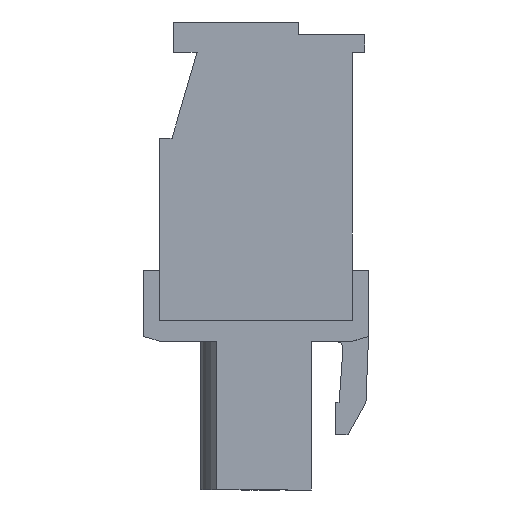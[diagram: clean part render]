
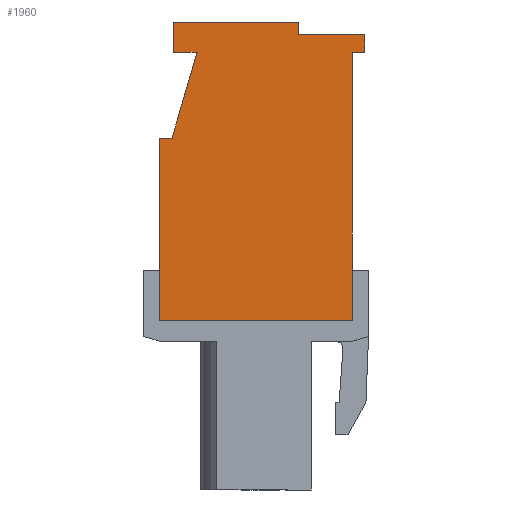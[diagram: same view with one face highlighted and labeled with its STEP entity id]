
A CAD part, left-side view. The second image highlights one B-rep face of the part: STEP entity #1960.
In plain terms, the highlighted planar face has unit normal (-1, 0, 0).
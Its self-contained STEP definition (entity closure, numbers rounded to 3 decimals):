
#1960 = ADVANCED_FACE( '', ( #4039 ), #4040, .T. );
#4039 = FACE_OUTER_BOUND( '', #6259, .T. );
#4040 = PLANE( '', #6260 );
#6259 = EDGE_LOOP( '', ( #11691, #11692, #11693, #11694, #11695, #11696, #11697, #11698, #11699, #11700, #11701, #11702 ) );
#6260 = AXIS2_PLACEMENT_3D( '', #11703, #11704, #11705 );
#11691 = ORIENTED_EDGE( '', *, *, #13580, .T. );
#11692 = ORIENTED_EDGE( '', *, *, #14128, .F. );
#11693 = ORIENTED_EDGE( '', *, *, #15425, .T. );
#11694 = ORIENTED_EDGE( '', *, *, #14224, .T. );
#11695 = ORIENTED_EDGE( '', *, *, #15716, .T. );
#11696 = ORIENTED_EDGE( '', *, *, #15559, .T. );
#11697 = ORIENTED_EDGE( '', *, *, #15717, .T. );
#11698 = ORIENTED_EDGE( '', *, *, #15480, .T. );
#11699 = ORIENTED_EDGE( '', *, *, #15718, .T. );
#11700 = ORIENTED_EDGE( '', *, *, #15719, .T. );
#11701 = ORIENTED_EDGE( '', *, *, #15720, .T. );
#11702 = ORIENTED_EDGE( '', *, *, #14417, .T. );
#11703 = CARTESIAN_POINT( '', ( 0., 0., 0. ) );
#11704 = DIRECTION( '', ( -1., 0., 0. ) );
#11705 = DIRECTION( '', ( 0., -1., 0. ) );
#13580 = EDGE_CURVE( '', #16295, #16293, #16296, .T. );
#14128 = EDGE_CURVE( '', #17240, #16293, #17242, .T. );
#14224 = EDGE_CURVE( '', #17395, #17396, #17397, .T. );
#14417 = EDGE_CURVE( '', #17710, #16295, #17711, .T. );
#15425 = EDGE_CURVE( '', #17240, #17395, #19194, .T. );
#15480 = EDGE_CURVE( '', #19263, #19264, #19265, .T. );
#15559 = EDGE_CURVE( '', #19357, #19358, #19359, .T. );
#15716 = EDGE_CURVE( '', #17396, #19357, #19545, .T. );
#15717 = EDGE_CURVE( '', #19358, #19263, #19546, .T. );
#15718 = EDGE_CURVE( '', #19264, #19547, #19548, .T. );
#15719 = EDGE_CURVE( '', #19547, #19549, #19550, .T. );
#15720 = EDGE_CURVE( '', #19549, #17710, #19551, .T. );
#16293 = VERTEX_POINT( '', #20260 );
#16295 = VERTEX_POINT( '', #20263 );
#16296 = LINE( '', #20264, #20265 );
#17240 = VERTEX_POINT( '', #21642 );
#17242 = LINE( '', #21645, #21646 );
#17395 = VERTEX_POINT( '', #21868 );
#17396 = VERTEX_POINT( '', #21869 );
#17397 = LINE( '', #21870, #21871 );
#17710 = VERTEX_POINT( '', #22335 );
#17711 = LINE( '', #22336, #22337 );
#19194 = LINE( '', #24517, #24518 );
#19263 = VERTEX_POINT( '', #24619 );
#19264 = VERTEX_POINT( '', #24620 );
#19265 = LINE( '', #24621, #24622 );
#19357 = VERTEX_POINT( '', #24757 );
#19358 = VERTEX_POINT( '', #24758 );
#19359 = LINE( '', #24759, #24760 );
#19545 = LINE( '', #25038, #25039 );
#19546 = LINE( '', #25040, #25041 );
#19547 = VERTEX_POINT( '', #25042 );
#19548 = LINE( '', #25043, #25044 );
#19549 = VERTEX_POINT( '', #25045 );
#19550 = LINE( '', #25046, #25047 );
#19551 = LINE( '', #25048, #25049 );
#20260 = CARTESIAN_POINT( '', ( 0., 10.8, 0.9 ) );
#20263 = CARTESIAN_POINT( '', ( 0., 10.8, 11.1 ) );
#20264 = CARTESIAN_POINT( '', ( 0., 10.8, 11.1 ) );
#20265 = VECTOR( '', #25632, 1000. );
#21642 = CARTESIAN_POINT( '', ( 0., 0., 0.9 ) );
#21645 = CARTESIAN_POINT( '', ( 0., 0., 0.9 ) );
#21646 = VECTOR( '', #26149, 1000. );
#21868 = CARTESIAN_POINT( '', ( 0., 0., 15.9 ) );
#21869 = CARTESIAN_POINT( '', ( 0., -0.7, 15.9 ) );
#21870 = CARTESIAN_POINT( '', ( 0., 0., 15.9 ) );
#21871 = VECTOR( '', #26237, 1000. );
#22335 = CARTESIAN_POINT( '', ( 0., 10.1, 11.1 ) );
#22336 = CARTESIAN_POINT( '', ( 0., 10.1, 11.1 ) );
#22337 = VECTOR( '', #26404, 1000. );
#24517 = CARTESIAN_POINT( '', ( 0., 0., 0. ) );
#24518 = VECTOR( '', #27333, 1000. );
#24619 = CARTESIAN_POINT( '', ( 0., 3., 17.6 ) );
#24620 = CARTESIAN_POINT( '', ( 0., 10., 17.6 ) );
#24621 = CARTESIAN_POINT( '', ( 0., 3., 17.6 ) );
#24622 = VECTOR( '', #27378, 1000. );
#24757 = CARTESIAN_POINT( '', ( 0., -0.7, 16.9 ) );
#24758 = CARTESIAN_POINT( '', ( 0., 3., 16.9 ) );
#24759 = CARTESIAN_POINT( '', ( 0., -0.7, 16.9 ) );
#24760 = VECTOR( '', #27437, 1000. );
#25038 = CARTESIAN_POINT( '', ( 0., -0.7, 15.9 ) );
#25039 = VECTOR( '', #27548, 1000. );
#25040 = CARTESIAN_POINT( '', ( 0., 3., 16.9 ) );
#25041 = VECTOR( '', #27549, 1000. );
#25042 = CARTESIAN_POINT( '', ( 0., 10., 15.9 ) );
#25043 = CARTESIAN_POINT( '', ( 0., 10., 17.6 ) );
#25044 = VECTOR( '', #27550, 1000. );
#25045 = CARTESIAN_POINT( '', ( 0., 8.7, 15.9 ) );
#25046 = CARTESIAN_POINT( '', ( 0., 10., 15.9 ) );
#25047 = VECTOR( '', #27551, 1000. );
#25048 = CARTESIAN_POINT( '', ( 0., 8.7, 15.9 ) );
#25049 = VECTOR( '', #27552, 1000. );
#25632 = DIRECTION( '', ( 0., 0., -1. ) );
#26149 = DIRECTION( '', ( 0., 1., 0. ) );
#26237 = DIRECTION( '', ( 0., -1., 0. ) );
#26404 = DIRECTION( '', ( 0., 1., 0. ) );
#27333 = DIRECTION( '', ( 0., 0., 1. ) );
#27378 = DIRECTION( '', ( 0., 1., 0. ) );
#27437 = DIRECTION( '', ( 0., 1., 0. ) );
#27548 = DIRECTION( '', ( 0., 0., 1. ) );
#27549 = DIRECTION( '', ( 0., 0., 1. ) );
#27550 = DIRECTION( '', ( 0., 0., -1. ) );
#27551 = DIRECTION( '', ( 0., -1., 0. ) );
#27552 = DIRECTION( '', ( 0., 0.28, -0.96 ) );
